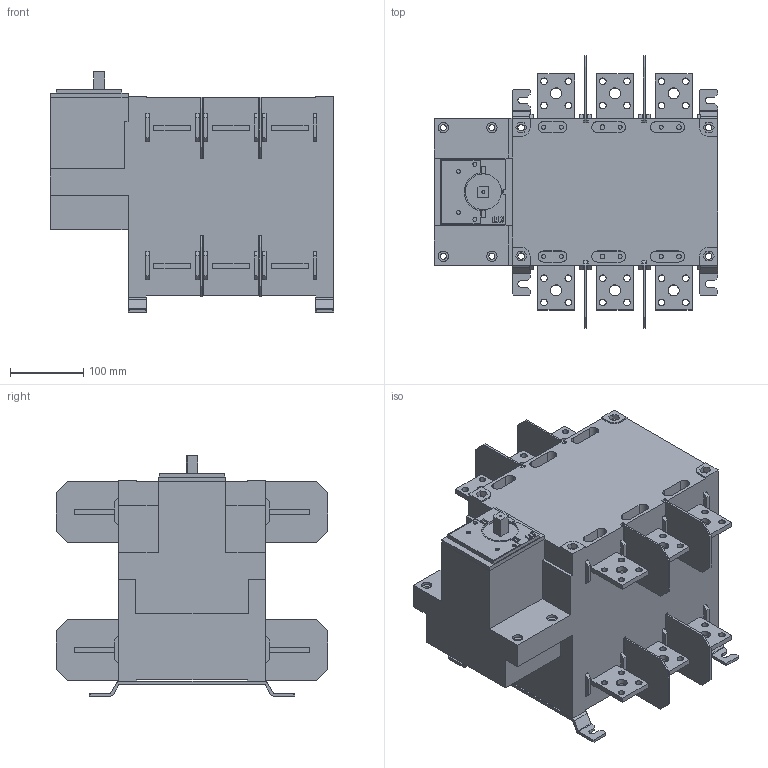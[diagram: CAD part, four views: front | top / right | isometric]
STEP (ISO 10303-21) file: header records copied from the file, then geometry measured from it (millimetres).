
FILE_DESCRIPTION((''),'2;1');
FILE_NAME('LBS-1000-CO_ASM_1_ASM','2021-12-03T',('marketing.praksa'),('Audax d.o.o.'),'CREO PARAMETRIC BY PTC INC, 2017480','CREO PARAMETRIC BY PTC INC, 2017480','');
FILE_SCHEMA(('AUTOMOTIVE_DESIGN { 1 0 10303 214 1 1 1 1 }'));
Length unit declared in the file: millimetre
Products named in the file (31): LBS_800_3P_CO_1; PRT9564_1_1_1; PRT9564_1_1_2; PRT9564_1_1_ASM; X2_1; PRT9565_1_1_2; PRT9566_1_1; PRT9566_1_2; PRT9566_1_3; PRT9566_1_ASM; X3_1_1; X3_1_2; X3_1_3; X3_1_4; X3_1_5; X3_1_6; X3_1_ASM; BARRIERX2_1_1; BARRIERX2_1_2; BARRIERX2_1_ASM; X3_1_1_2_1; X3_1_1_2_2; X3_1_1_2_3; X3_1_1_2_4; X3_1_1_2_5; X3_1_1_2_6; X3_1_1_2_ASM; BARRIERX2_1_1_2_1; BARRIERX2_1_1_2_2; BARRIERX2_1_1_2_ASM; LBS-1000-CO_ASM_1_ASM
Assembly tree (32 placements, depth 3):
  LBS-1000-CO_ASM_1_ASM
    LBS_800_3P_CO_1
    PRT9564_1_1_ASM
      PRT9564_1_1_1
      PRT9564_1_1_2
    X2_1
    PRT9565_1_1_2
    PRT9566_1_ASM
      PRT9566_1_1
      PRT9566_1_2
      PRT9566_1_3
    X3_1_ASM
      X3_1_1
      X3_1_2
      X3_1_3
      X3_1_4
      X3_1_5
      X3_1_6
    BARRIERX2_1_ASM  x2
      BARRIERX2_1_1
      BARRIERX2_1_2
    X3_1_1_2_ASM
      X3_1_1_2_1
      X3_1_1_2_2
      X3_1_1_2_3
      X3_1_1_2_4
      X3_1_1_2_5
      X3_1_1_2_6
    BARRIERX2_1_1_2_ASM  x2
      BARRIERX2_1_1_2_1
      BARRIERX2_1_1_2_2
Bounding box: 386 x 370 x 327.04 mm (x, y, z)
Volume: 17734809.3 mm3; surface area: 855150.7 mm2
Topology: 28 solids, 30 shells, 1230 faces, 3206 edges, 2129 vertices
Faces by surface type: plane 853, cylinder 349, cone 24, torus 4
Entity records: 48208 total; most frequent: CARTESIAN_POINT 6320, DIRECTION 6190, ORIENTED_EDGE 5964, EDGE_CURVE 2982, PRESENTATION_STYLE_ASSIGNMENT 2351, STYLED_ITEM 2351, VECTOR 2210, LINE 2210
